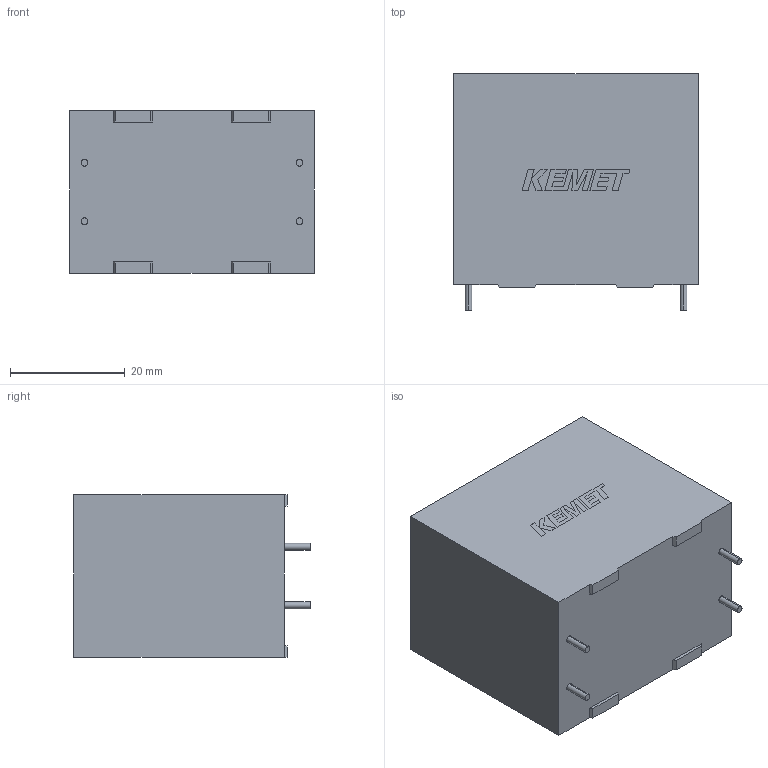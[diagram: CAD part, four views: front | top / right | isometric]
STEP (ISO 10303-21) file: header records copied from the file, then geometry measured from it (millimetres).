
FILE_DESCRIPTION (( 'STEP AP214' ), '1' );
FILE_NAME ('CFP_RB4G_42X37X28_L42.6H37.2T28.4S37.5S110.2LL4F1.2G0.5.STEP', '2020-05-13T23:58:35', ( '' ), ( '' ), 'SwSTEP 2.0', 'SolidWorks 2014', '' );
FILE_SCHEMA (( 'AUTOMOTIVE_DESIGN' ));
Length unit declared in the file: millimetre
Products named in the file (1): CFP_RB4G_42X37X28_L42.6H37.2T28.4S37.5S110.2LL4F1.2G0.5
Bounding box: 42.6 x 41.2 x 28.41 mm (x, y, z)
Volume: 44448.1 mm3; surface area: 7810.5 mm2
Topology: 4 solids, 4 shells, 91 faces, 237 edges, 158 vertices
Faces by surface type: plane 83, cylinder 8
Entity records: 3182 total; most frequent: CARTESIAN_POINT 487, ORIENTED_EDGE 474, DIRECTION 437, EDGE_CURVE 237, VECTOR 221, LINE 221, VERTEX_POINT 158, AXIS2_PLACEMENT_3D 108
